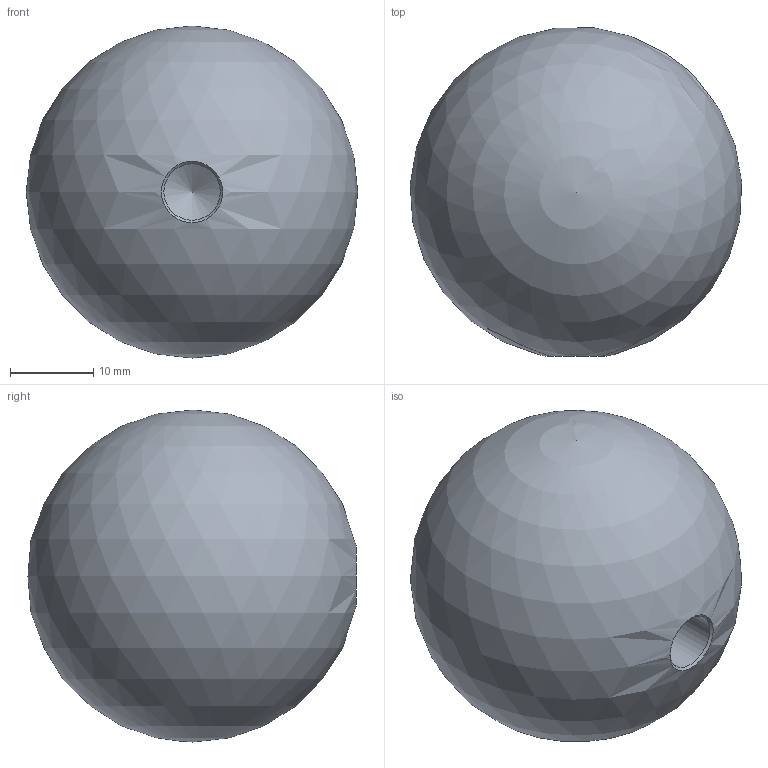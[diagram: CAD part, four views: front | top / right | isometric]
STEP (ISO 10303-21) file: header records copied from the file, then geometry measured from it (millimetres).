
FILE_DESCRIPTION (( 'STEP AP203' ), '1' );
FILE_NAME ('51040-240.step', '2023-09-08T07:10:40', ( '' ), ( '' ), 'SwSTEP 2.0', 'SolidWorks 2018', '' );
FILE_SCHEMA (( 'CONFIG_CONTROL_DESIGN' ));
Length unit declared in the file: millimetre
Products named in the file (1): 51040-240
Bounding box: 39.93 x 39.53 x 40 mm (x, y, z)
Volume: 32545.6 mm3; surface area: 5576.9 mm2
Topology: 1 solids, 1 shells, 4 faces, 11 edges, 7 vertices
Faces by surface type: cone 2, sphere 1, cylinder 1
Full cylindrical faces by diameter (mm): 6.8 x1
Entity records: 151 total; most frequent: DIRECTION 16, CARTESIAN_POINT 11, PERSON_AND_ORGANIZATION 8, AXIS2_PLACEMENT_3D 8, ORIENTED_EDGE 6, EDGE_LOOP 6, CC_DESIGN_PERSON_AND_ORGANIZATION_ASSIGNMENT 5, COORDINATED_UNIVERSAL_TIME_OFFSET 5
